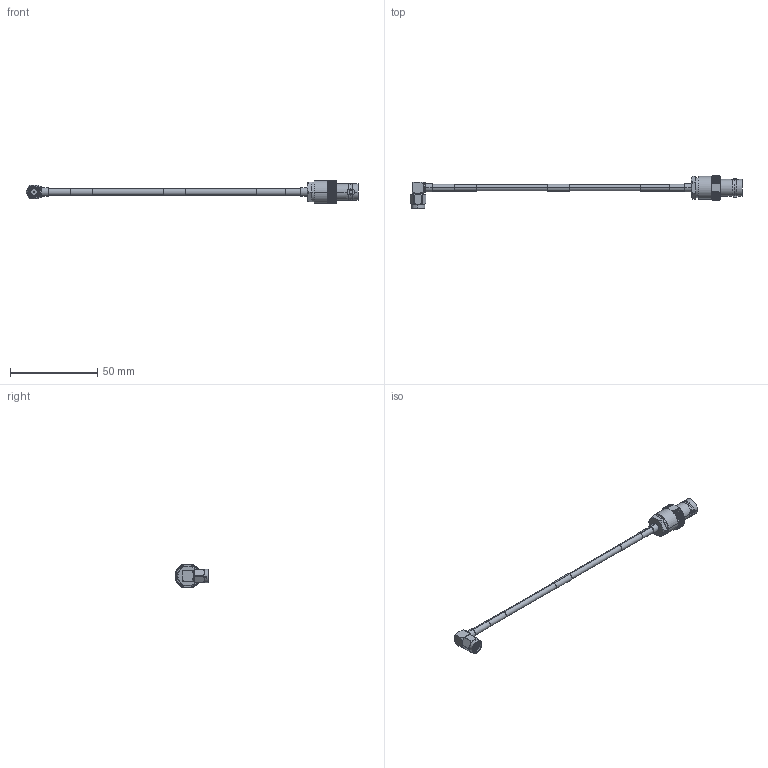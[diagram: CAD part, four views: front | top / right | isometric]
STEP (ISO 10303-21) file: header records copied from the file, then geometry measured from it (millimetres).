
FILE_DESCRIPTION (( 'STEP AP214' ), '1' );
FILE_NAME ('LCCA30468_3D.STEP', '2020-04-17T20:51:10', ( '' ), ( '' ), 'SwSTEP 2.0', 'SolidWorks 2018', '' );
FILE_SCHEMA (( 'AUTOMOTIVE_DESIGN' ));
Length unit declared in the file: inch
Products named in the file (5): LCCA30468_3D; LCCN3045; LC141TBJ (141 Formable with HeatShrink); LCCN3040; 1AW01-002_.150 ID
Assembly tree (6 placements, depth 2):
  LCCA30468_3D
    LC141TBJ (141 Formable with HeatShrink)
    LCCN3045
    LCCN3040
    1AW01-002_.150 ID  x3
Bounding box: 190.2 x 19.3 x 12.95 mm (x, y, z)
Volume: 4809 mm3; surface area: 6748.6 mm2
Topology: 11 solids, 11 shells, 634 faces, 1511 edges, 915 vertices
Faces by surface type: plane 325, cone 156, cylinder 142, torus 8, bspline 3
Entity records: 20122 total; most frequent: CARTESIAN_POINT 5336, ORIENTED_EDGE 2970, DIRECTION 2833, EDGE_CURVE 1485, AXIS2_PLACEMENT_3D 1062, VERTEX_POINT 899, VECTOR 709, LINE 709
